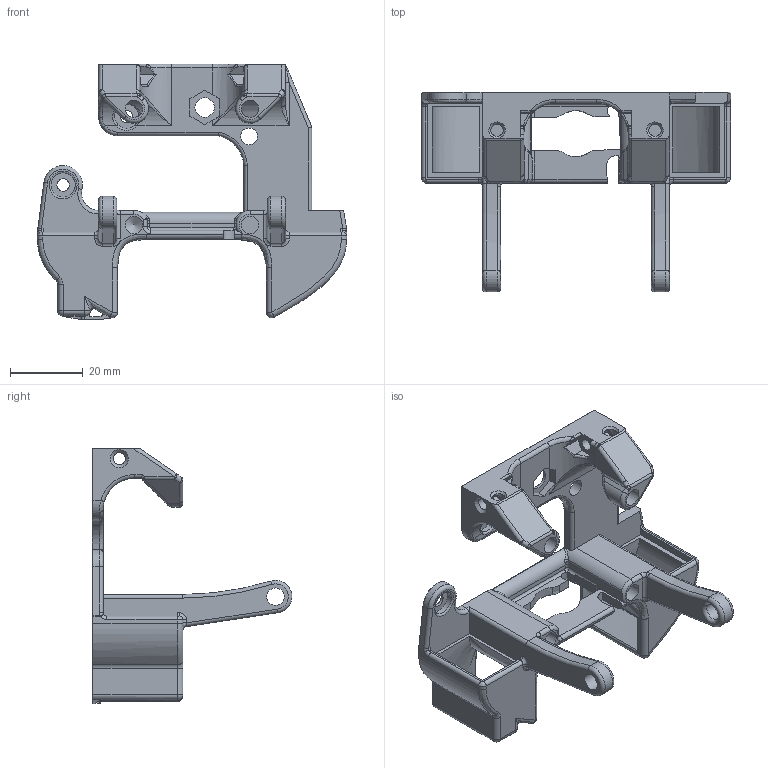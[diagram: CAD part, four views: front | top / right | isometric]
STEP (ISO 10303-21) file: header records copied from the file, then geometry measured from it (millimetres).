
FILE_DESCRIPTION(/* description */ (''),/* implementation_level */ '2;1');
FILE_NAME(/* name */ 'Stiffy3_E5_Dragonfly_BMS.step',/* time_stamp */ '2021-12-15T00:33:55+01:00',/* author */ (''),/* organization */ (''),/* preprocessor_version */ 'ST-DEVELOPER v18.1',/* originating_system */ 'Autodesk Translation Framework v10.10.0.1391',/* authorisation */ '');
FILE_SCHEMA (('AUTOMOTIVE_DESIGN { 1 0 10303 214 3 1 1 }'));
Length unit declared in the file: millimetre
Products named in the file (1): Stiffy3 (v8~recovered)
Bounding box: 85.14 x 55 x 70.35 mm (x, y, z)
Volume: 27049.7 mm3; surface area: 18708 mm2
Topology: 1 solids, 1 shells, 518 faces, 1376 edges, 839 vertices
Faces by surface type: plane 159, cylinder 152, bspline 123, torus 40, cone 28, sphere 16
Full cylindrical faces by diameter (mm): 2 x2, 3.3 x2, 3.4 x4, 4.606 x1, 4.677 x1, 4.8 x5, 4.813 x1, 5.35 x1, 6.7 x2
Entity records: 27068 total; most frequent: CARTESIAN_POINT 14506, ORIENTED_EDGE 2714, DIRECTION 2284, EDGE_CURVE 1357, AXIS2_PLACEMENT_3D 847, VERTEX_POINT 837, LINE 590, VECTOR 590
